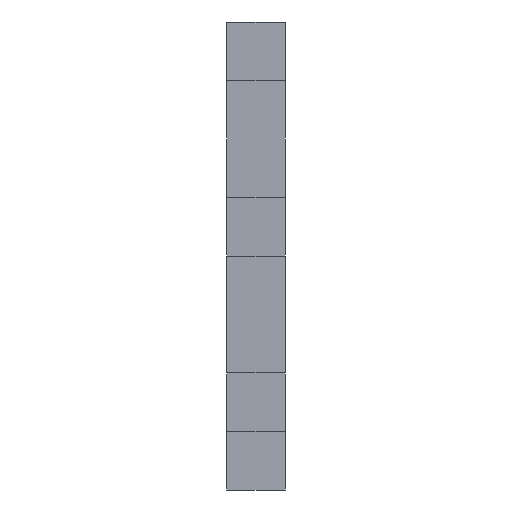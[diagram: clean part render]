
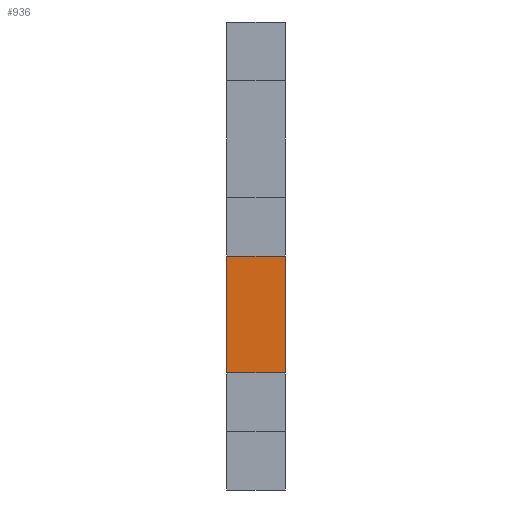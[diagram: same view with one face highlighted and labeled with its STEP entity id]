
A CAD part, front view. The second image highlights one B-rep face of the part: STEP entity #936.
In plain terms, the highlighted planar face has unit normal (0, -1, 0).
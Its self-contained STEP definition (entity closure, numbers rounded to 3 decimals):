
#50=FACE_OUTER_BOUND('',#96,.T.);
#96=EDGE_LOOP('',(#731,#732,#733,#734));
#212=LINE('',#1446,#344);
#213=LINE('',#1449,#345);
#214=LINE('',#1451,#346);
#215=LINE('',#1452,#347);
#344=VECTOR('',#1184,10.);
#345=VECTOR('',#1187,10.);
#346=VECTOR('',#1188,10.);
#347=VECTOR('',#1189,10.);
#441=VERTEX_POINT('',#1442);
#442=VERTEX_POINT('',#1444);
#443=VERTEX_POINT('',#1448);
#444=VERTEX_POINT('',#1450);
#564=EDGE_CURVE('',#441,#442,#212,.T.);
#565=EDGE_CURVE('',#441,#443,#213,.T.);
#566=EDGE_CURVE('',#444,#442,#214,.T.);
#567=EDGE_CURVE('',#443,#444,#215,.T.);
#731=ORIENTED_EDGE('',*,*,#565,.F.);
#732=ORIENTED_EDGE('',*,*,#564,.T.);
#733=ORIENTED_EDGE('',*,*,#566,.F.);
#734=ORIENTED_EDGE('',*,*,#567,.F.);
#890=PLANE('',#996);
#936=ADVANCED_FACE('',(#50),#890,.T.);
#996=AXIS2_PLACEMENT_3D('',#1447,#1185,#1186);
#1184=DIRECTION('',(-1.,0.,0.));
#1185=DIRECTION('center_axis',(0.,-1.,0.));
#1186=DIRECTION('ref_axis',(0.,0.,1.));
#1187=DIRECTION('',(0.,0.,-1.));
#1188=DIRECTION('',(0.,0.,1.));
#1189=DIRECTION('',(-1.,0.,0.));
#1442=CARTESIAN_POINT('',(80.,-45.,20.));
#1444=CARTESIAN_POINT('',(75.,-45.,20.));
#1446=CARTESIAN_POINT('',(80.,-45.,20.));
#1447=CARTESIAN_POINT('Origin',(80.,-45.,10.));
#1448=CARTESIAN_POINT('',(80.,-45.,10.));
#1449=CARTESIAN_POINT('',(80.,-45.,20.));
#1450=CARTESIAN_POINT('',(75.,-45.,10.));
#1451=CARTESIAN_POINT('',(75.,-45.,20.));
#1452=CARTESIAN_POINT('',(80.,-45.,10.));
